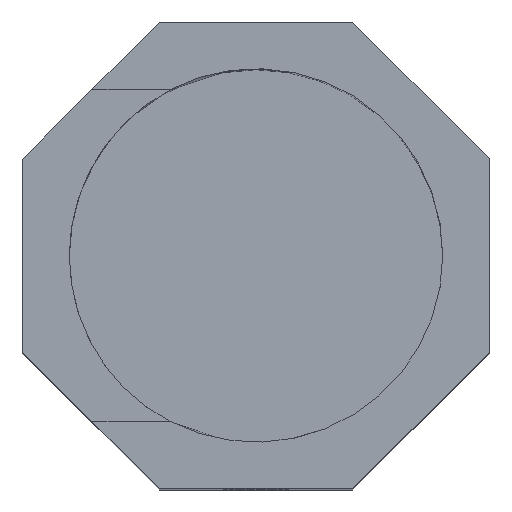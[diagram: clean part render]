
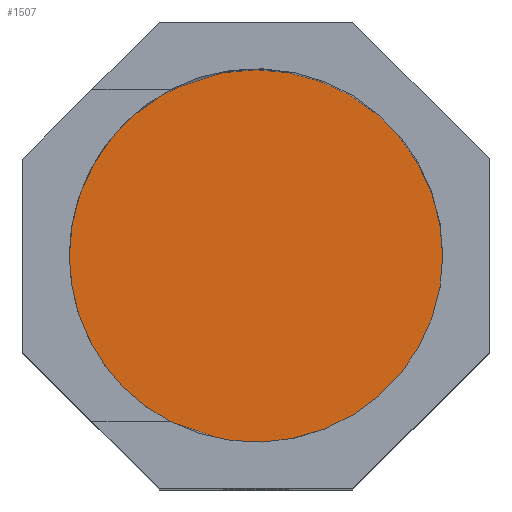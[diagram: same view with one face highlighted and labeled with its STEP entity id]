
A CAD part, top view. The second image highlights one B-rep face of the part: STEP entity #1507.
In plain terms, the highlighted planar face has unit normal (0, 0, 1).
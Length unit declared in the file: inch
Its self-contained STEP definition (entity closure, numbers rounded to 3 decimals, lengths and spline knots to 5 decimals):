
#8 = EDGE_LOOP ( 'NONE', ( #2105, #260 ) ) ;
#19 = CARTESIAN_POINT ( 'NONE',  ( -0.45, 0., 0.0625 ) ) ;
#260 = ORIENTED_EDGE ( 'NONE', *, *, #489, .T. ) ;
#301 = CIRCLE ( 'NONE', #895, 0.45 ) ;
#489 = EDGE_CURVE ( 'NONE', #1566, #541, #1770, .T. ) ;
#541 = VERTEX_POINT ( 'NONE', #19 ) ;
#633 = CARTESIAN_POINT ( 'NONE',  ( 0., 0., 0.0625 ) ) ;
#636 = DIRECTION ( 'NONE',  ( 0., 0., -1. ) ) ;
#654 = DIRECTION ( 'NONE',  ( -1., 0., 0. ) ) ;
#824 = EDGE_CURVE ( 'NONE', #541, #1566, #301, .T. ) ;
#825 = DIRECTION ( 'NONE',  ( -1., 0., 0. ) ) ;
#885 = DIRECTION ( 'NONE',  ( 0., 0., 1. ) ) ;
#895 = AXIS2_PLACEMENT_3D ( 'NONE', #901, #885, #1234 ) ;
#901 = CARTESIAN_POINT ( 'NONE',  ( 0., 0., 0.0625 ) ) ;
#1086 = AXIS2_PLACEMENT_3D ( 'NONE', #1989, #636, #654 ) ;
#1148 = DIRECTION ( 'NONE',  ( 0., 0., 1. ) ) ;
#1234 = DIRECTION ( 'NONE',  ( -1., 0., 0. ) ) ;
#1334 = CARTESIAN_POINT ( 'NONE',  ( 0.45, 0., 0.0625 ) ) ;
#1497 = FACE_OUTER_BOUND ( 'NONE', #8, .T. ) ;
#1507 = ADVANCED_FACE ( 'NONE', ( #1497 ), #2155, .F. ) ;
#1566 = VERTEX_POINT ( 'NONE', #1334 ) ;
#1770 = CIRCLE ( 'NONE', #2050, 0.45 ) ;
#1989 = CARTESIAN_POINT ( 'NONE',  ( 0., 0., 0.0625 ) ) ;
#2050 = AXIS2_PLACEMENT_3D ( 'NONE', #633, #1148, #825 ) ;
#2105 = ORIENTED_EDGE ( 'NONE', *, *, #824, .T. ) ;
#2155 = PLANE ( 'NONE',  #1086 ) ;
